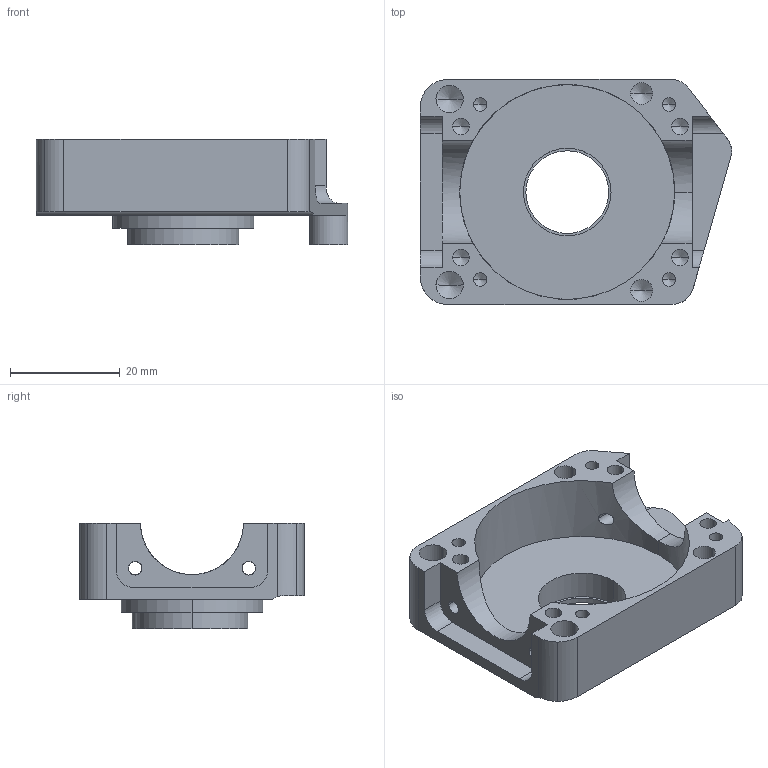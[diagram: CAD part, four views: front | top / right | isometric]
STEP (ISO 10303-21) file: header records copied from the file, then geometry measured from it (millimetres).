
FILE_DESCRIPTION (( 'STEP AP214' ), '1' );
FILE_NAME ('dual TCRC Diff Case - Left Half.STEP', '2018-08-01T20:52:15', ( '' ), ( '' ), 'SwSTEP 2.0', 'SolidWorks 2016', '' );
FILE_SCHEMA (( 'AUTOMOTIVE_DESIGN' ));
Length unit declared in the file: millimetre
Products named in the file (1): dual TCRC Diff Case - Left Half
Bounding box: 56.84 x 41.1 x 19.32 mm (x, y, z)
Volume: 10759.9 mm3; surface area: 9821.8 mm2
Topology: 1 solids, 1 shells, 108 faces, 281 edges, 167 vertices
Faces by surface type: cylinder 59, cone 24, plane 23, bspline 2
Entity records: 3492 total; most frequent: CARTESIAN_POINT 873, DIRECTION 560, ORIENTED_EDGE 514, EDGE_CURVE 257, AXIS2_PLACEMENT_3D 214, VERTEX_POINT 167, EDGE_LOOP 134, VECTOR 132
